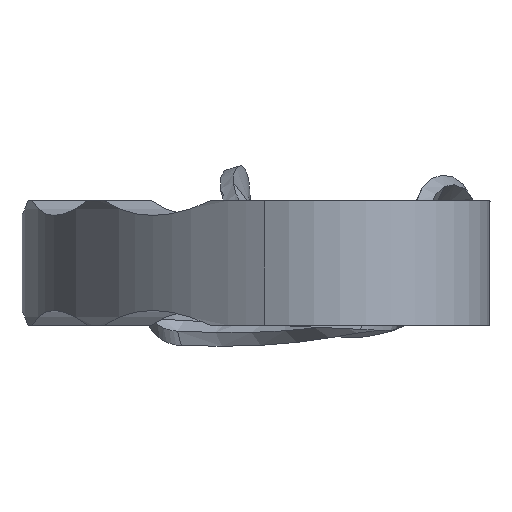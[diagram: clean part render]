
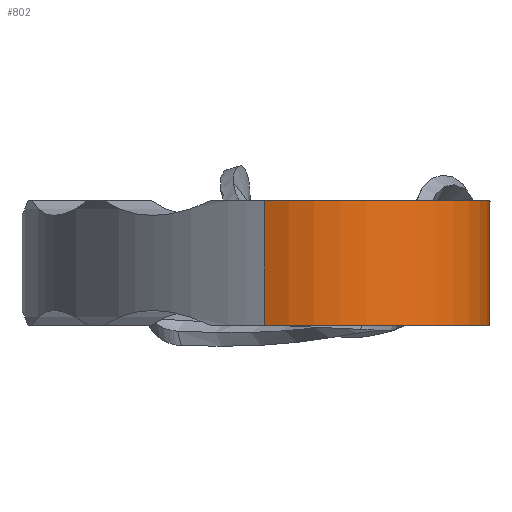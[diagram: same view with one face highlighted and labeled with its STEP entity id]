
A CAD part, left-side view. The second image highlights one B-rep face of the part: STEP entity #802.
In plain terms, the highlighted cylindrical face has radius 19.486 mm (diameter 38.972 mm), a partial arc.
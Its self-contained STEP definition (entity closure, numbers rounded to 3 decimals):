
#140 = CARTESIAN_POINT ( 'NONE',  ( 19.285, 0.001, 7.299 ) ) ;
#164 = CARTESIAN_POINT ( 'NONE',  ( 19.346, 0.001, 2.552 ) ) ;
#376 = CARTESIAN_POINT ( 'NONE',  ( 19.346, 0.001, -1.768 ) ) ;
#382 = CARTESIAN_POINT ( 'NONE',  ( 19.346, 0.001, 3.52 ) ) ;
#525 = CARTESIAN_POINT ( 'NONE',  ( 19.346, 0.001, -4.92 ) ) ;
#671 = CARTESIAN_POINT ( 'NONE',  ( 19.346, 0.001, -2.258 ) ) ;
#802 = ADVANCED_FACE ( 'NONE', ( #2887 ), #16018, .T. ) ;
#1219 = CARTESIAN_POINT ( 'NONE',  ( 19.346, 0.001, 3.788 ) ) ;
#1576 = VERTEX_POINT ( 'NONE', #14301 ) ;
#1675 = LINE ( 'NONE', #3131, #10329 ) ;
#1751 = VERTEX_POINT ( 'NONE', #5261 ) ;
#2108 = CARTESIAN_POINT ( 'NONE',  ( 19.346, 0.001, 3.699 ) ) ;
#2112 = CARTESIAN_POINT ( 'NONE',  ( 19.342, 0.001, -8. ) ) ;
#2328 = CARTESIAN_POINT ( 'NONE',  ( 19.346, 0.001, -5.153 ) ) ;
#2334 = B_SPLINE_CURVE_WITH_KNOTS ( 'NONE', 3,
 ( #3749, #164, #5479, #17465, #7241, #19136, #9009, #20821, #10712, #382, #12425, #2108, #14101 ),
 .UNSPECIFIED., .F., .F.,
 ( 4, 3, 3, 3, 4 ),
 ( 0., 0., 0.001, 0.001, 0.001 ),
 .UNSPECIFIED. ) ;
#2400 = CARTESIAN_POINT ( 'NONE',  ( 19.346, 0.001, -1.768 ) ) ;
#2455 = CARTESIAN_POINT ( 'NONE',  ( 19.486, 19.486, -8. ) ) ;
#2466 = ORIENTED_EDGE ( 'NONE', *, *, #19830, .T. ) ;
#2887 = FACE_OUTER_BOUND ( 'NONE', #21494, .T. ) ;
#2995 = ORIENTED_EDGE ( 'NONE', *, *, #16692, .T. ) ;
#3131 = CARTESIAN_POINT ( 'NONE',  ( 2.401, 28.856, 8. ) ) ;
#3674 = AXIS2_PLACEMENT_3D ( 'NONE', #15900, #15752, #12317 ) ;
#3749 = CARTESIAN_POINT ( 'NONE',  ( 19.346, 0.001, 2.459 ) ) ;
#4156 = DIRECTION ( 'NONE',  ( 1., 0., 0. ) ) ;
#4639 = EDGE_CURVE ( 'NONE', #14323, #17389, #2334, .T. ) ;
#4806 = DIRECTION ( 'NONE',  ( 0., 0., 1. ) ) ;
#4840 = CARTESIAN_POINT ( 'NONE',  ( 19.256, 0.001, 1.051 ) ) ;
#5225 = CARTESIAN_POINT ( 'NONE',  ( 19.285, 0.001, 4.488 ) ) ;
#5261 = CARTESIAN_POINT ( 'NONE',  ( 19.342, 0.001, -8. ) ) ;
#5262 = AXIS2_PLACEMENT_3D ( 'NONE', #2455, #14453, #4156 ) ;
#5479 = CARTESIAN_POINT ( 'NONE',  ( 19.346, 0.001, 2.646 ) ) ;
#5774 = CARTESIAN_POINT ( 'NONE',  ( 19.346, 0.001, -4.452 ) ) ;
#6611 = CARTESIAN_POINT ( 'NONE',  ( 19.346, 0.001, 2.459 ) ) ;
#7028 = B_SPLINE_CURVE_WITH_KNOTS ( 'NONE', 3,
 ( #17217, #5225, #20568, #10471, #140, #12175 ),
 .UNSPECIFIED., .F., .F.,
 ( 4, 2, 4 ),
 ( 0., 0.002, 0.004 ),
 .UNSPECIFIED. ) ;
#7053 = ORIENTED_EDGE ( 'NONE', *, *, #8135, .T. ) ;
#7214 = EDGE_CURVE ( 'NONE', #17389, #17723, #7028, .T. ) ;
#7241 = CARTESIAN_POINT ( 'NONE',  ( 19.346, 0.001, 2.87 ) ) ;
#7328 = CARTESIAN_POINT ( 'NONE',  ( 19.256, 0.001, -7.052 ) ) ;
#7540 = CARTESIAN_POINT ( 'NONE',  ( 19.346, 0.001, -3.803 ) ) ;
#7604 = ORIENTED_EDGE ( 'NONE', *, *, #12992, .T. ) ;
#8086 = CIRCLE ( 'NONE', #5262, 19.486 ) ;
#8135 = EDGE_CURVE ( 'NONE', #15225, #17583, #17007, .T. ) ;
#8160 = ORIENTED_EDGE ( 'NONE', *, *, #4639, .T. ) ;
#8274 = B_SPLINE_CURVE_WITH_KNOTS ( 'NONE', 3,
 ( #2112, #20746, #7328, #19209, #9087, #20898 ),
 .UNSPECIFIED., .F., .F.,
 ( 4, 2, 4 ),
 ( 0., 0.001, 0.003 ),
 .UNSPECIFIED. ) ;
#9009 = CARTESIAN_POINT ( 'NONE',  ( 19.346, 0.001, 3.13 ) ) ;
#9087 = CARTESIAN_POINT ( 'NONE',  ( 19.284, 0.001, -5.625 ) ) ;
#9302 = CARTESIAN_POINT ( 'NONE',  ( 19.346, 0.001, -3.153 ) ) ;
#9887 = EDGE_CURVE ( 'NONE', #1751, #15225, #8274, .T. ) ;
#10329 = VECTOR ( 'NONE', #11735, 1000. ) ;
#10471 = CARTESIAN_POINT ( 'NONE',  ( 19.256, 0.001, 6.597 ) ) ;
#10712 = CARTESIAN_POINT ( 'NONE',  ( 19.346, 0.001, 3.39 ) ) ;
#11003 = CARTESIAN_POINT ( 'NONE',  ( 19.346, 0.001, -2.503 ) ) ;
#11661 = CIRCLE ( 'NONE', #18300, 19.486 ) ;
#11735 = DIRECTION ( 'NONE',  ( 0., 0., -1. ) ) ;
#12175 = CARTESIAN_POINT ( 'NONE',  ( 19.345, 0.001, 8. ) ) ;
#12317 = DIRECTION ( 'NONE',  ( 1., 0., 0. ) ) ;
#12425 = CARTESIAN_POINT ( 'NONE',  ( 19.346, 0.001, 3.61 ) ) ;
#12707 = CARTESIAN_POINT ( 'NONE',  ( 19.346, 0.001, -2.013 ) ) ;
#12992 = EDGE_CURVE ( 'NONE', #15497, #1576, #1675, .T. ) ;
#13427 = CARTESIAN_POINT ( 'NONE',  ( 19.346, 0.001, -1.768 ) ) ;
#13673 = CARTESIAN_POINT ( 'NONE',  ( 19.285, 0.001, -1.065 ) ) ;
#13871 = EDGE_CURVE ( 'NONE', #15497, #17723, #11661, .T. ) ;
#14101 = CARTESIAN_POINT ( 'NONE',  ( 19.346, 0.001, 3.788 ) ) ;
#14301 = CARTESIAN_POINT ( 'NONE',  ( 2.401, 28.856, -8. ) ) ;
#14323 = VERTEX_POINT ( 'NONE', #19216 ) ;
#14453 = DIRECTION ( 'NONE',  ( 0., 0., 1. ) ) ;
#15095 = CARTESIAN_POINT ( 'NONE',  ( 19.486, 19.486, 8. ) ) ;
#15131 = CARTESIAN_POINT ( 'NONE',  ( 19.256, 0.001, -0.36 ) ) ;
#15225 = VERTEX_POINT ( 'NONE', #20731 ) ;
#15497 = VERTEX_POINT ( 'NONE', #16246 ) ;
#15752 = DIRECTION ( 'NONE',  ( 0., 0., 1. ) ) ;
#15900 = CARTESIAN_POINT ( 'NONE',  ( 19.486, 19.486, 0. ) ) ;
#16018 = CYLINDRICAL_SURFACE ( 'NONE', #3674, 19.486 ) ;
#16027 = CARTESIAN_POINT ( 'NONE',  ( 19.346, 0.001, -4.686 ) ) ;
#16246 = CARTESIAN_POINT ( 'NONE',  ( 2.401, 28.856, 8. ) ) ;
#16491 = CARTESIAN_POINT ( 'NONE',  ( 19.345, 0.001, 8. ) ) ;
#16664 = ORIENTED_EDGE ( 'NONE', *, *, #13871, .F. ) ;
#16692 = EDGE_CURVE ( 'NONE', #1576, #1751, #8086, .T. ) ;
#16730 = B_SPLINE_CURVE_WITH_KNOTS ( 'NONE', 3,
 ( #13427, #13673, #15131, #4840, #16845, #6611 ),
 .UNSPECIFIED., .F., .F.,
 ( 4, 2, 4 ),
 ( 0., 0.002, 0.004 ),
 .UNSPECIFIED. ) ;
#16808 = DIRECTION ( 'NONE',  ( 1., 0., 0. ) ) ;
#16845 = CARTESIAN_POINT ( 'NONE',  ( 19.285, 0.001, 1.756 ) ) ;
#17007 = B_SPLINE_CURVE_WITH_KNOTS ( 'NONE', 3,
 ( #2328, #525, #16027, #5774, #17731, #7540, #19405, #9302, #21115, #11003, #671, #12707, #2400 ),
 .UNSPECIFIED., .F., .F.,
 ( 4, 3, 3, 3, 4 ),
 ( 0., 0.001, 0.002, 0.003, 0.003 ),
 .UNSPECIFIED. ) ;
#17217 = CARTESIAN_POINT ( 'NONE',  ( 19.346, 0.001, 3.788 ) ) ;
#17389 = VERTEX_POINT ( 'NONE', #1219 ) ;
#17465 = CARTESIAN_POINT ( 'NONE',  ( 19.346, 0.001, 2.739 ) ) ;
#17583 = VERTEX_POINT ( 'NONE', #376 ) ;
#17723 = VERTEX_POINT ( 'NONE', #16491 ) ;
#17731 = CARTESIAN_POINT ( 'NONE',  ( 19.346, 0.001, -4.127 ) ) ;
#18300 = AXIS2_PLACEMENT_3D ( 'NONE', #15095, #4806, #16808 ) ;
#19136 = CARTESIAN_POINT ( 'NONE',  ( 19.346, 0.001, 3. ) ) ;
#19209 = CARTESIAN_POINT ( 'NONE',  ( 19.256, 0.001, -6.1 ) ) ;
#19216 = CARTESIAN_POINT ( 'NONE',  ( 19.346, 0.001, 2.459 ) ) ;
#19405 = CARTESIAN_POINT ( 'NONE',  ( 19.346, 0.001, -3.478 ) ) ;
#19830 = EDGE_CURVE ( 'NONE', #17583, #14323, #16730, .T. ) ;
#20568 = CARTESIAN_POINT ( 'NONE',  ( 19.256, 0.001, 5.191 ) ) ;
#20592 = ORIENTED_EDGE ( 'NONE', *, *, #9887, .T. ) ;
#20731 = CARTESIAN_POINT ( 'NONE',  ( 19.346, 0.001, -5.153 ) ) ;
#20746 = CARTESIAN_POINT ( 'NONE',  ( 19.283, 0.001, -7.528 ) ) ;
#20821 = CARTESIAN_POINT ( 'NONE',  ( 19.346, 0.001, 3.26 ) ) ;
#20898 = CARTESIAN_POINT ( 'NONE',  ( 19.346, 0.001, -5.153 ) ) ;
#21115 = CARTESIAN_POINT ( 'NONE',  ( 19.346, 0.001, -2.828 ) ) ;
#21144 = ORIENTED_EDGE ( 'NONE', *, *, #7214, .T. ) ;
#21494 = EDGE_LOOP ( 'NONE', ( #8160, #21144, #16664, #7604, #2995, #20592, #7053, #2466 ) ) ;
